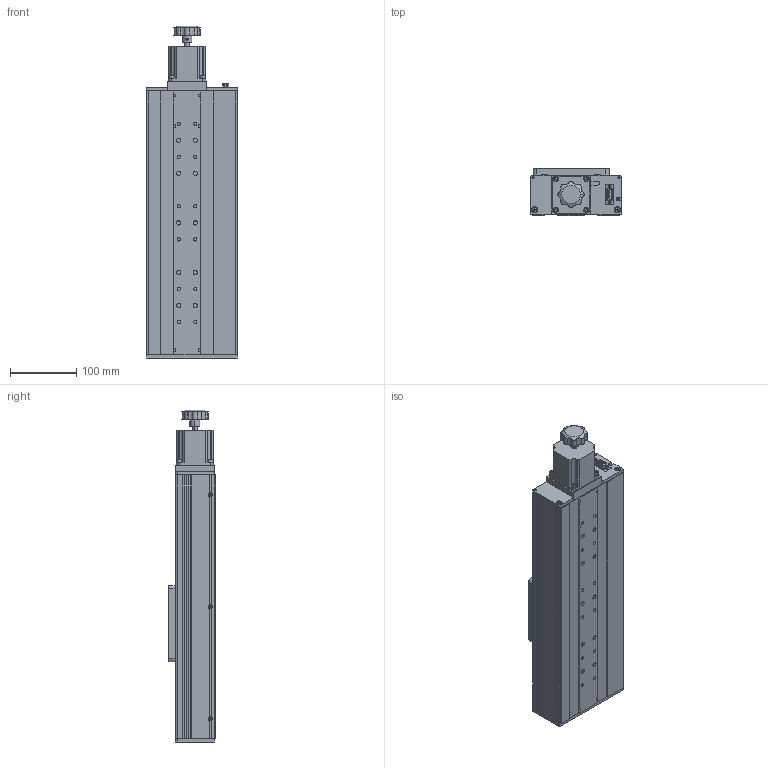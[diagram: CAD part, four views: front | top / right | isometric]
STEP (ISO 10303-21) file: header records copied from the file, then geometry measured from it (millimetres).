
FILE_DESCRIPTION (( 'STEP AP214' ), '1' );
FILE_NAME ('08PMT-200M.STEP', '2018-10-05T08:56:29', ( '' ), ( '' ), 'SwSTEP 2.0', 'SolidWorks 2016', '' );
FILE_SCHEMA (( 'AUTOMOTIVE_DESIGN' ));
Length unit declared in the file: millimetre
Products named in the file (1): 08PMT-200M
Bounding box: 137 x 71 x 502.3 mm (x, y, z)
Surface area: 359715.6 mm2 (no closed solid volume)
Topology: 0 solids, 52 shells, 789 faces, 2849 edges, 2087 vertices
Faces by surface type: plane 372, cylinder 300, cone 81, torus 26, sphere 10
Entity records: 40026 total; most frequent: CARTESIAN_POINT 6468, DIRECTION 5399, ORIENTED_EDGE 4520, EDGE_CURVE 2843, VERTEX_POINT 2083, AXIS2_PLACEMENT_3D 1852, VECTOR 1695, LINE 1695
